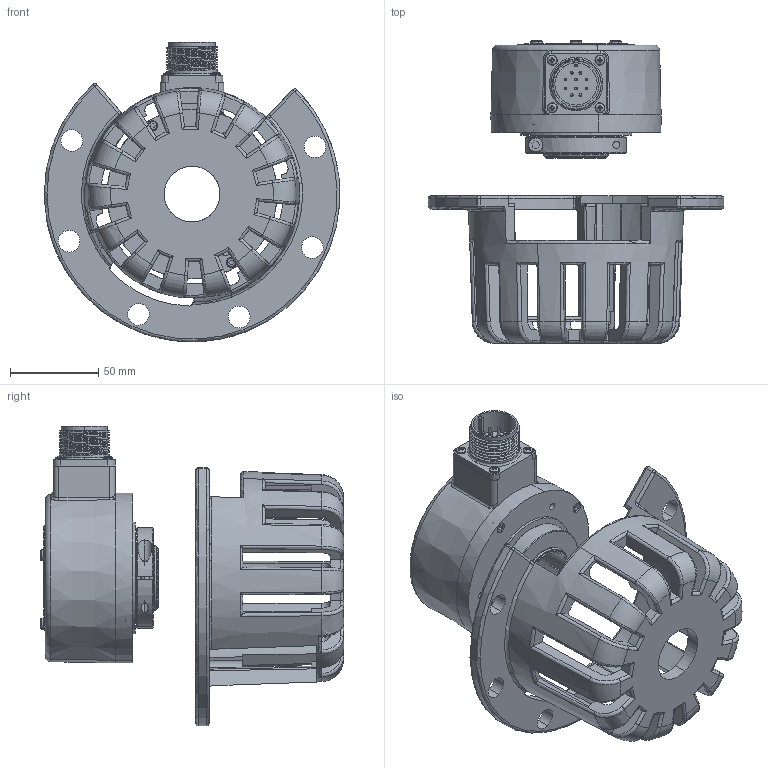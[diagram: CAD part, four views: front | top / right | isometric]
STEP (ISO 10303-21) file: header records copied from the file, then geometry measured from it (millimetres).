
FILE_DESCRIPTION (( 'STEP AP214' ), '1' );
FILE_NAME ('A772 fxt.STEP', '2022-07-25T21:05:42', ( '' ), ( '' ), 'SwSTEP 2.0', 'SolidWorks 2017', '' );
FILE_SCHEMA (( 'AUTOMOTIVE_DESIGN' ));
Length unit declared in the file: inch
Products named in the file (1): A772 fxt
Bounding box: 167.52 x 171.84 x 169.93 mm (x, y, z)
Volume: 560151.9 mm3; surface area: 168309.5 mm2
Topology: 3 solids, 15 shells, 1282 faces, 3585 edges, 2322 vertices
Faces by surface type: plane 652, cylinder 318, cone 114, torus 93, bspline 82, sphere 23
Entity records: 51305 total; most frequent: CARTESIAN_POINT 19480, ORIENTED_EDGE 7076, DIRECTION 6104, EDGE_CURVE 3538, VERTEX_POINT 2301, AXIS2_PLACEMENT_3D 2076, VECTOR 1952, LINE 1952
